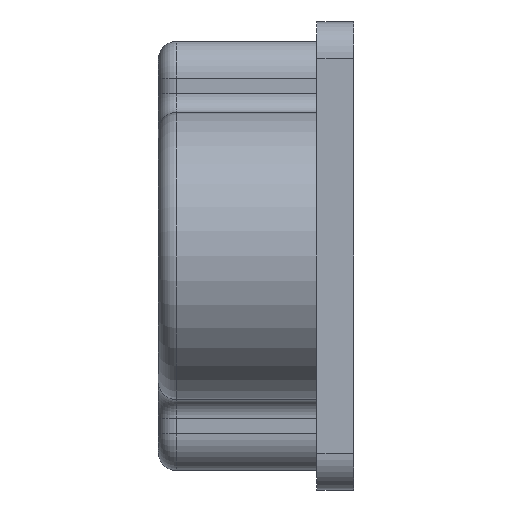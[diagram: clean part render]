
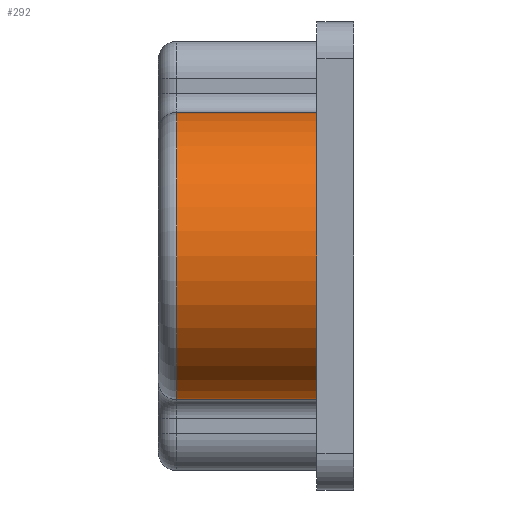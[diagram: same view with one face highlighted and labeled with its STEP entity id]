
A CAD part, left-side view. The second image highlights one B-rep face of the part: STEP entity #292.
In plain terms, the highlighted cylindrical face has radius 3.9 mm (diameter 7.8 mm), a partial arc.
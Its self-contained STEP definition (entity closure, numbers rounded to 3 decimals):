
#292 = ADVANCED_FACE( '', ( #586 ), #587, .T. );
#586 = FACE_OUTER_BOUND( '', #877, .T. );
#587 = CYLINDRICAL_SURFACE( '', #878, 3.9 );
#877 = EDGE_LOOP( '', ( #1674, #1675, #1676, #1677, #1678 ) );
#878 = AXIS2_PLACEMENT_3D( '', #1679, #1680, #1681 );
#1674 = ORIENTED_EDGE( '', *, *, #2020, .F. );
#1675 = ORIENTED_EDGE( '', *, *, #2016, .T. );
#1676 = ORIENTED_EDGE( '', *, *, #1731, .T. );
#1677 = ORIENTED_EDGE( '', *, *, #1978, .T. );
#1678 = ORIENTED_EDGE( '', *, *, #2002, .T. );
#1679 = CARTESIAN_POINT( '', ( -12.5, 5.3, 0. ) );
#1680 = DIRECTION( '', ( 0., 1., 0. ) );
#1681 = DIRECTION( '', ( 0., 0., -1. ) );
#1731 = EDGE_CURVE( '', #2053, #2054, #2055, .T. );
#1978 = EDGE_CURVE( '', #2054, #2431, #2433, .T. );
#2002 = EDGE_CURVE( '', #2431, #2459, #2461, .T. );
#2016 = EDGE_CURVE( '', #2473, #2053, #2476, .T. );
#2020 = EDGE_CURVE( '', #2473, #2459, #2480, .T. );
#2053 = VERTEX_POINT( '', #2513 );
#2054 = VERTEX_POINT( '', #2514 );
#2055 = LINE( '', #2515, #2516 );
#2431 = VERTEX_POINT( '', #3010 );
#2433 = CIRCLE( '', #3013, 3.9 );
#2459 = VERTEX_POINT( '', #3045 );
#2461 = CIRCLE( '', #3048, 3.9 );
#2473 = VERTEX_POINT( '', #3063 );
#2476 = CIRCLE( '', #3066, 3.9 );
#2480 = LINE( '', #3071, #3072 );
#2513 = CARTESIAN_POINT( '', ( -12.5, 4.8, -3.9 ) );
#2514 = CARTESIAN_POINT( '', ( -12.5, 1., -3.9 ) );
#2515 = CARTESIAN_POINT( '', ( -12.5, 5.3, -3.9 ) );
#2516 = VECTOR( '', #3110, 1000. );
#3010 = CARTESIAN_POINT( '', ( -16.4, 1., 0. ) );
#3013 = AXIS2_PLACEMENT_3D( '', #3449, #3450, #3451 );
#3045 = CARTESIAN_POINT( '', ( -12.5, 1., 3.9 ) );
#3048 = AXIS2_PLACEMENT_3D( '', #3477, #3478, #3479 );
#3063 = CARTESIAN_POINT( '', ( -12.5, 4.8, 3.9 ) );
#3066 = AXIS2_PLACEMENT_3D( '', #3498, #3499, #3500 );
#3071 = CARTESIAN_POINT( '', ( -12.5, 5.3, 3.9 ) );
#3072 = VECTOR( '', #3502, 1000. );
#3110 = DIRECTION( '', ( 0., -1., 0. ) );
#3449 = CARTESIAN_POINT( '', ( -12.5, 1., 0. ) );
#3450 = DIRECTION( '', ( 0., 1., 0. ) );
#3451 = DIRECTION( '', ( 0., 0., 1. ) );
#3477 = CARTESIAN_POINT( '', ( -12.5, 1., 0. ) );
#3478 = DIRECTION( '', ( 0., 1., 0. ) );
#3479 = DIRECTION( '', ( 0., 0., 1. ) );
#3498 = CARTESIAN_POINT( '', ( -12.5, 4.8, 0. ) );
#3499 = DIRECTION( '', ( 0., -1., 0. ) );
#3500 = DIRECTION( '', ( 0., 0., -1. ) );
#3502 = DIRECTION( '', ( 0., -1., 0. ) );
